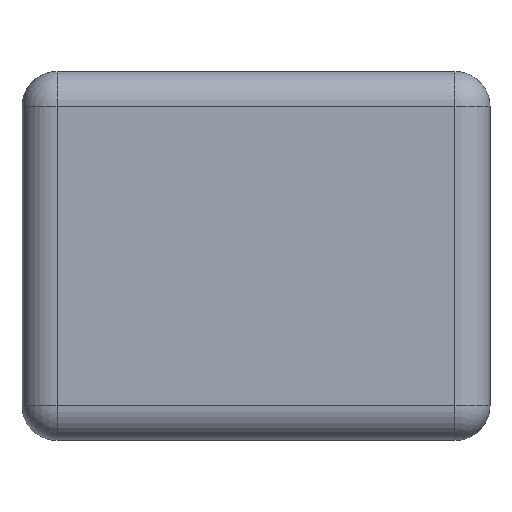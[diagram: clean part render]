
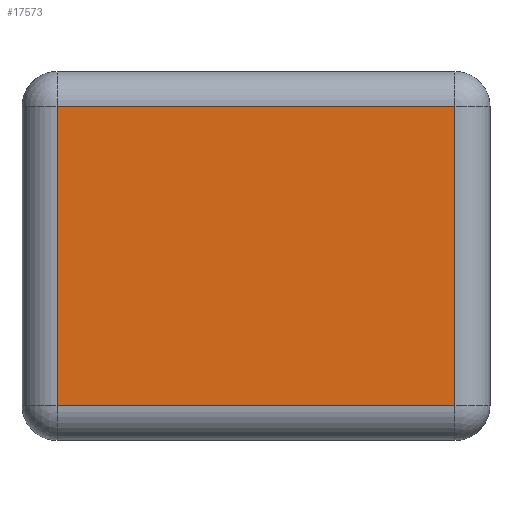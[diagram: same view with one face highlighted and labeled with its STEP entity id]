
A CAD part, front view. The second image highlights one B-rep face of the part: STEP entity #17573.
In plain terms, the highlighted planar face has unit normal (0, -1, 0).
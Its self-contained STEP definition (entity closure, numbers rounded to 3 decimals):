
#1128 = CARTESIAN_POINT ( 'NONE',  ( -454.83, -221.402, 341.71 ) ) ;
#1549 = EDGE_CURVE ( 'NONE', #67877, #71626, #46022, .T. ) ;
#3339 = ORIENTED_EDGE ( 'NONE', *, *, #11989, .T. ) ;
#9961 = VERTEX_POINT ( 'NONE', #75469 ) ;
#11809 = LINE ( 'NONE', #39426, #21069 ) ;
#11989 = EDGE_CURVE ( 'NONE', #9961, #50621, #11809, .T. ) ;
#13732 = VECTOR ( 'NONE', #40119, 1000. ) ;
#13912 = DIRECTION ( 'NONE',  ( 1., 0., 0. ) ) ;
#14831 = ORIENTED_EDGE ( 'NONE', *, *, #29268, .T. ) ;
#17573 = ADVANCED_FACE ( 'NONE', ( #54542 ), #61921, .F. ) ;
#20695 = LINE ( 'NONE', #26297, #13732 ) ;
#21069 = VECTOR ( 'NONE', #71484, 1000. ) ;
#22989 = DIRECTION ( 'NONE',  ( 0., 1., 0. ) ) ;
#25153 = CARTESIAN_POINT ( 'NONE',  ( 534.83, -221.402, -341.71 ) ) ;
#26297 = CARTESIAN_POINT ( 'NONE',  ( -534.83, -221.402, 341.71 ) ) ;
#29268 = EDGE_CURVE ( 'NONE', #71626, #9961, #30388, .T. ) ;
#30388 = LINE ( 'NONE', #25153, #72808 ) ;
#33336 = EDGE_CURVE ( 'NONE', #50621, #67877, #20695, .T. ) ;
#33823 = ORIENTED_EDGE ( 'NONE', *, *, #1549, .T. ) ;
#39426 = CARTESIAN_POINT ( 'NONE',  ( 454.83, -221.402, 421.71 ) ) ;
#40119 = DIRECTION ( 'NONE',  ( -1., 0., 0. ) ) ;
#41589 = DIRECTION ( 'NONE',  ( 0., 0., 1. ) ) ;
#43416 = CARTESIAN_POINT ( 'NONE',  ( 454.83, -221.402, 341.71 ) ) ;
#46022 = LINE ( 'NONE', #66370, #65300 ) ;
#46515 = AXIS2_PLACEMENT_3D ( 'NONE', #69288, #22989, #41589 ) ;
#46781 = CARTESIAN_POINT ( 'NONE',  ( -454.83, -221.402, -341.71 ) ) ;
#50621 = VERTEX_POINT ( 'NONE', #43416 ) ;
#54542 = FACE_OUTER_BOUND ( 'NONE', #76537, .T. ) ;
#58175 = DIRECTION ( 'NONE',  ( 0., 0., -1. ) ) ;
#59402 = ORIENTED_EDGE ( 'NONE', *, *, #33336, .T. ) ;
#61921 = PLANE ( 'NONE',  #46515 ) ;
#65300 = VECTOR ( 'NONE', #58175, 1000. ) ;
#66370 = CARTESIAN_POINT ( 'NONE',  ( -454.83, -221.402, -421.71 ) ) ;
#67877 = VERTEX_POINT ( 'NONE', #1128 ) ;
#69288 = CARTESIAN_POINT ( 'NONE',  ( 0., -221.402, 0. ) ) ;
#71484 = DIRECTION ( 'NONE',  ( 0., 0., 1. ) ) ;
#71626 = VERTEX_POINT ( 'NONE', #46781 ) ;
#72808 = VECTOR ( 'NONE', #13912, 1000. ) ;
#75469 = CARTESIAN_POINT ( 'NONE',  ( 454.83, -221.402, -341.71 ) ) ;
#76537 = EDGE_LOOP ( 'NONE', ( #3339, #59402, #33823, #14831 ) ) ;
